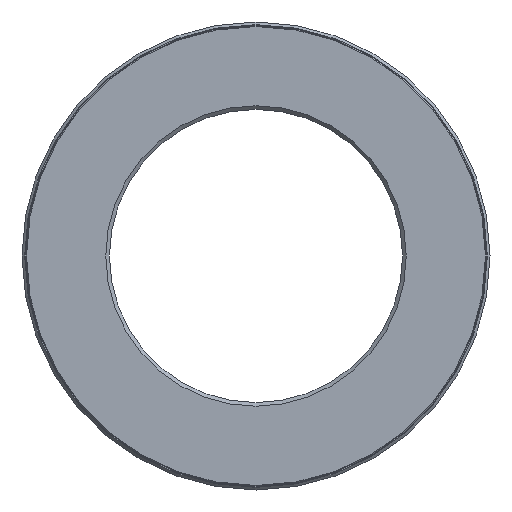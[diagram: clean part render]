
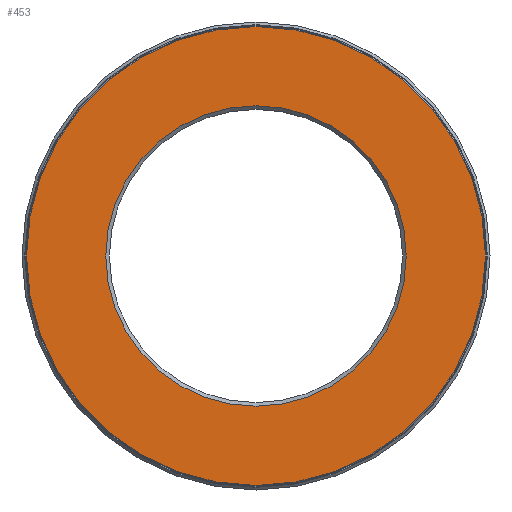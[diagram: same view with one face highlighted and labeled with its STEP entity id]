
A CAD part, front view. The second image highlights one B-rep face of the part: STEP entity #453.
In plain terms, the highlighted planar face has unit normal (0, -1, 0).
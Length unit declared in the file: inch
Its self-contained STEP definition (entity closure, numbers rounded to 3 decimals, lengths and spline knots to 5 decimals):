
#1 = AXIS2_PLACEMENT_3D ( 'NONE', #484, #485, #201 ) ;
#96 = DIRECTION ( 'NONE',  ( 0., 0., 1. ) ) ;
#97 = VERTEX_POINT ( 'NONE', #396 ) ;
#98 = FACE_BOUND ( 'NONE', #104, .T. ) ;
#104 = EDGE_LOOP ( 'NONE', ( #346 ) ) ;
#145 = DIRECTION ( 'NONE',  ( 0., 1., 0. ) ) ;
#197 = VERTEX_POINT ( 'NONE', #202 ) ;
#201 = DIRECTION ( 'NONE',  ( 0., 0., 1. ) ) ;
#202 = CARTESIAN_POINT ( 'NONE',  ( 0., 0., 0.8325 ) ) ;
#205 = FACE_OUTER_BOUND ( 'NONE', #517, .T. ) ;
#298 = CIRCLE ( 'NONE', #459, 0.8325 ) ;
#338 = CARTESIAN_POINT ( 'NONE',  ( 0., 0., 0. ) ) ;
#339 = CARTESIAN_POINT ( 'NONE',  ( 0., 0., 0. ) ) ;
#346 = ORIENTED_EDGE ( 'NONE', *, *, #539, .T. ) ;
#353 = ORIENTED_EDGE ( 'NONE', *, *, #519, .F. ) ;
#378 = PLANE ( 'NONE',  #547 ) ;
#390 = CIRCLE ( 'NONE', #1, 1.27187 ) ;
#396 = CARTESIAN_POINT ( 'NONE',  ( 0., 0., 1.27187 ) ) ;
#430 = DIRECTION ( 'NONE',  ( 0., 1., 0. ) ) ;
#453 = ADVANCED_FACE ( 'NONE', ( #205, #98 ), #378, .F. ) ;
#459 = AXIS2_PLACEMENT_3D ( 'NONE', #339, #145, #96 ) ;
#484 = CARTESIAN_POINT ( 'NONE',  ( 0., 0., 0. ) ) ;
#485 = DIRECTION ( 'NONE',  ( 0., 1., 0. ) ) ;
#517 = EDGE_LOOP ( 'NONE', ( #353 ) ) ;
#519 = EDGE_CURVE ( 'NONE', #97, #97, #390, .T. ) ;
#539 = EDGE_CURVE ( 'NONE', #197, #197, #298, .T. ) ;
#547 = AXIS2_PLACEMENT_3D ( 'NONE', #338, #430, #567 ) ;
#567 = DIRECTION ( 'NONE',  ( 0., 0., 1. ) ) ;
